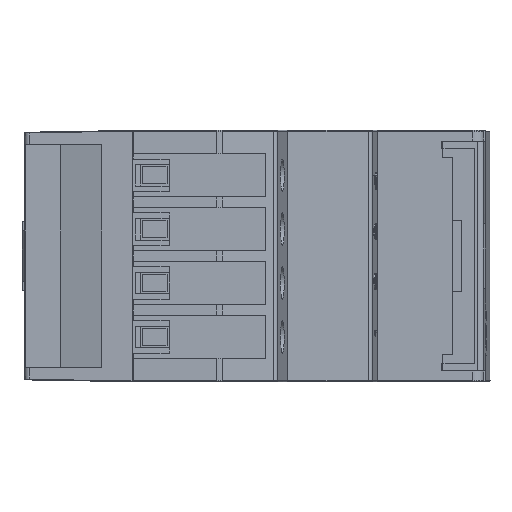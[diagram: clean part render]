
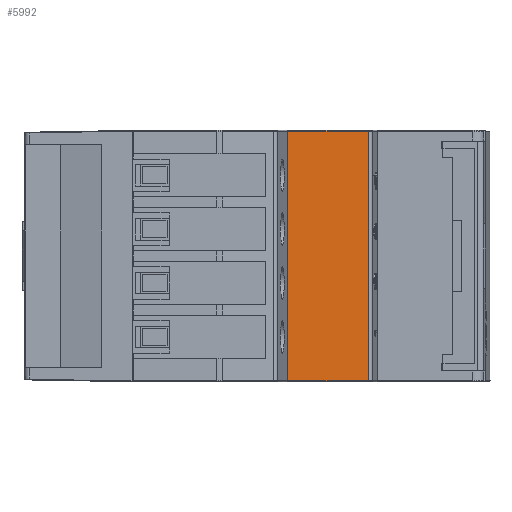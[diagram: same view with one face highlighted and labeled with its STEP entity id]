
A CAD part, front view. The second image highlights one B-rep face of the part: STEP entity #5992.
In plain terms, the highlighted planar face has unit normal (0.043, -0.999, 0).
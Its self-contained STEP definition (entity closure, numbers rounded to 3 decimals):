
#5992=ADVANCED_FACE('',(#32446),#32448,.T.);
#32446=FACE_BOUND('',#32447,.T.);
#32447=EDGE_LOOP('',(#71762,#71763,#71764,#71765));
#32448=PLANE('',#32449);
#32449=AXIS2_PLACEMENT_3D('',#32450,#32451,#32452);
#32450=CARTESIAN_POINT('',(0.,-31.,0.));
#32451=DIRECTION('',(0.043,-0.999,0.));
#32452=DIRECTION('',(0.999,0.043,0.));
#71762=ORIENTED_EDGE('',*,*,#78044,.T.);
#71763=ORIENTED_EDGE('',*,*,#77841,.F.);
#71764=ORIENTED_EDGE('',*,*,#78290,.F.);
#71765=ORIENTED_EDGE('',*,*,#77870,.T.);
#77841=EDGE_CURVE('',#83323,#83326,#83328,.T.);
#77870=EDGE_CURVE('',#83366,#83363,#83367,.T.);
#78044=EDGE_CURVE('',#83363,#83326,#83632,.T.);
#78290=EDGE_CURVE('',#83366,#83323,#84032,.T.);
#83323=VERTEX_POINT('',#94035);
#83326=VERTEX_POINT('',#94043);
#83328=LINE('',#94048,#94049);
#83363=VERTEX_POINT('',#94147);
#83366=VERTEX_POINT('',#94156);
#83367=LINE('',#94157,#94158);
#83632=LINE('',#95085,#95086);
#84032=LINE('',#95995,#95996);
#94035=CARTESIAN_POINT('',(0.,-31.,34.85));
#94043=CARTESIAN_POINT('',(11.224,-30.522,34.85));
#94048=CARTESIAN_POINT('',(0.,-31.,34.85));
#94049=VECTOR('',#94050,1.);
#94050=DIRECTION('',(0.999,0.043,0.));
#94147=CARTESIAN_POINT('',(11.224,-30.522,0.15));
#94156=CARTESIAN_POINT('',(0.,-31.,0.15));
#94157=CARTESIAN_POINT('',(0.,-31.,0.15));
#94158=VECTOR('',#94159,1.);
#94159=DIRECTION('',(0.999,0.043,0.));
#95085=CARTESIAN_POINT('',(11.224,-30.522,0.15));
#95086=VECTOR('',#95087,1.);
#95087=DIRECTION('',(0.,0.,1.));
#95995=CARTESIAN_POINT('',(0.,-31.,0.15));
#95996=VECTOR('',#95997,1.);
#95997=DIRECTION('',(0.,0.,1.));
